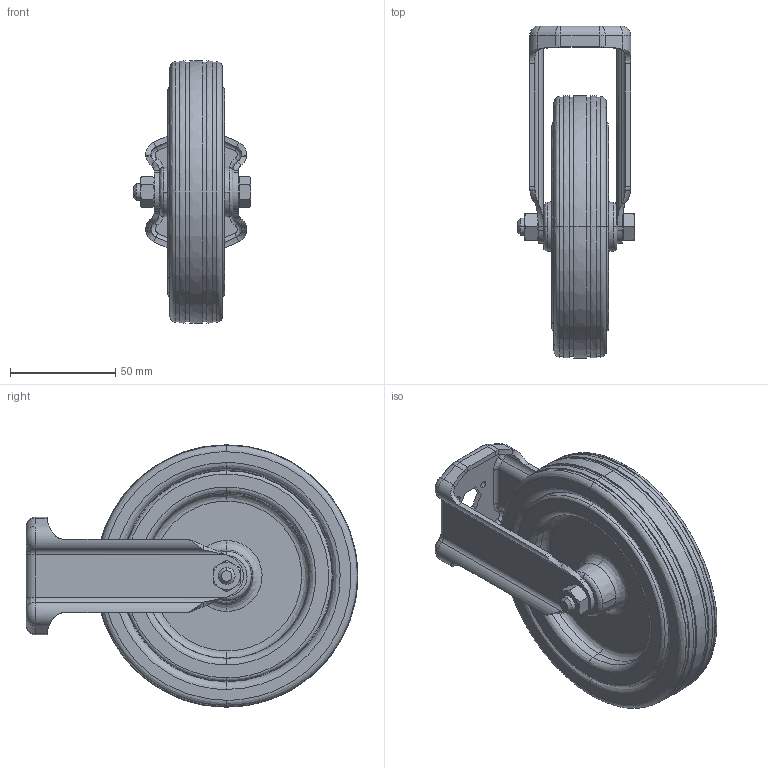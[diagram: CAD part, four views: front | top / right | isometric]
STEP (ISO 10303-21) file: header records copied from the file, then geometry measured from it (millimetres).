
FILE_DESCRIPTION (( 'STEP AP203' ), '1' );
FILE_NAME ('SF2210V.STEP', '2009-10-30T20:28:19', ( ' ' ), ( ' ' ), 'SwSTEP 2.0', 'SolidWorks 2009', '' );
FILE_SCHEMA (( 'CONFIG_CONTROL_DESIGN' ));
Length unit declared in the file: millimetre
Products named in the file (1): SF2210V
Bounding box: 56 x 157.96 x 124.99 mm (x, y, z)
Volume: 259503.3 mm3; surface area: 67323 mm2
Topology: 4 solids, 4 shells, 270 faces, 607 edges, 363 vertices
Faces by surface type: plane 76, cylinder 76, bspline 67, cone 34, torus 17
Entity records: 9388 total; most frequent: CARTESIAN_POINT 3624, ORIENTED_EDGE 1214, DIRECTION 1134, EDGE_CURVE 607, AXIS2_PLACEMENT_3D 457, VERTEX_POINT 363, EDGE_LOOP 304, FACE_OUTER_BOUND 270
